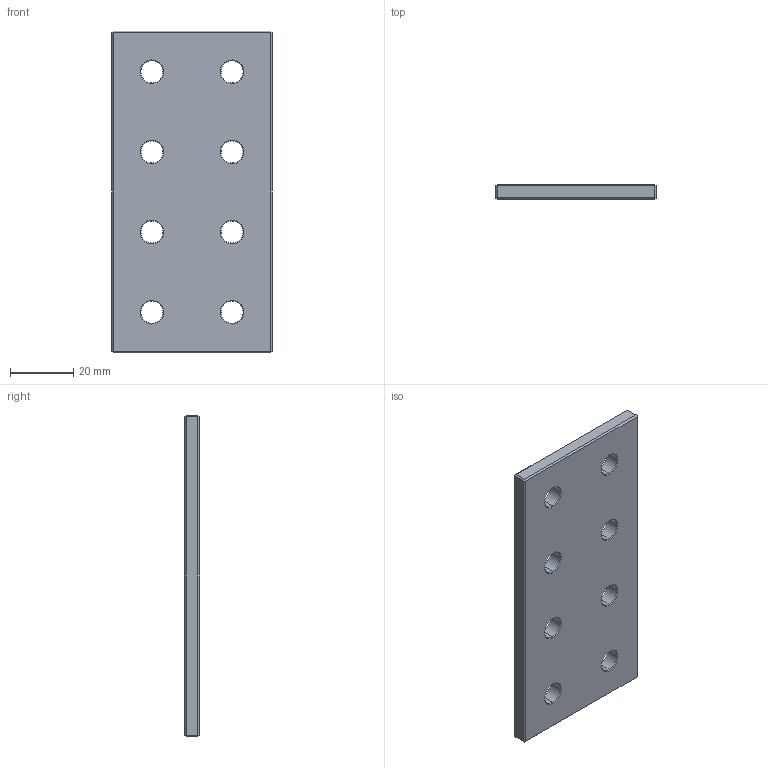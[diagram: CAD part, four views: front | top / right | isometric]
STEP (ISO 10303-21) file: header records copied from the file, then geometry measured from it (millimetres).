
FILE_DESCRIPTION (( 'STEP AP203' ), '1' );
FILE_NAME ('151049.step', '2021-06-03T16:12:24', ( '' ), ( '' ), 'SwSTEP 2.0', 'SolidWorks 2021', '' );
FILE_SCHEMA (( 'CONFIG_CONTROL_DESIGN' ));
Length unit declared in the file: millimetre
Products named in the file (1): 151049
Bounding box: 51 x 4.76 x 102 mm (x, y, z)
Volume: 23218.8 mm3; surface area: 11847.6 mm2
Topology: 1 solids, 1 shells, 74 faces, 160 edges, 88 vertices
Faces by surface type: cone 32, plane 26, cylinder 16
Entity records: 2069 total; most frequent: DIRECTION 374, CARTESIAN_POINT 323, ORIENTED_EDGE 320, EDGE_CURVE 160, AXIS2_PLACEMENT_3D 139, VECTOR 96, LINE 96, EDGE_LOOP 90
